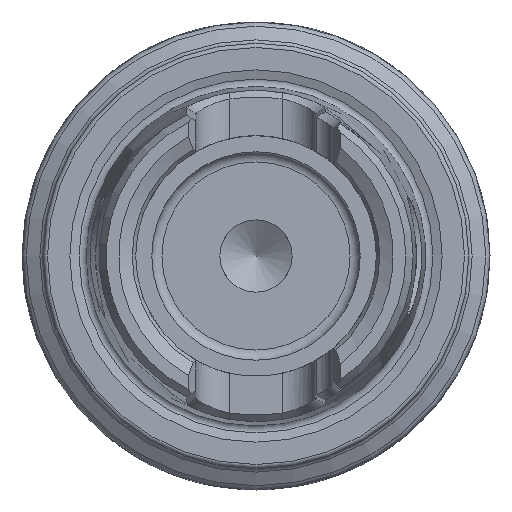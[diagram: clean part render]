
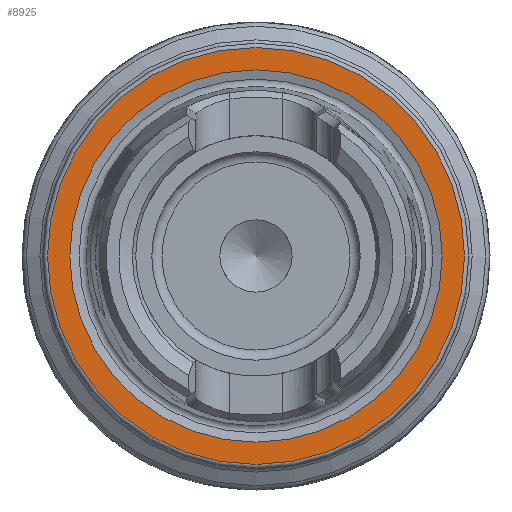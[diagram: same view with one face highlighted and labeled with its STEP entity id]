
A CAD part, left-side view. The second image highlights one B-rep face of the part: STEP entity #8925.
In plain terms, the highlighted planar face has unit normal (-1, 0, 0).
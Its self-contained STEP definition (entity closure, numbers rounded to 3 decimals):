
#570 = CIRCLE ( 'NONE', #10847, 21.877 ) ;
#647 = ORIENTED_EDGE ( 'NONE', *, *, #1539, .F. ) ;
#1334 = ORIENTED_EDGE ( 'NONE', *, *, #5537, .T. ) ;
#1539 = EDGE_CURVE ( 'NONE', #9161, #9161, #570, .T. ) ;
#1899 = CARTESIAN_POINT ( 'NONE',  ( 0., 24.5, 0. ) ) ;
#1919 = DIRECTION ( 'NONE',  ( -1., 0., 0. ) ) ;
#2122 = CARTESIAN_POINT ( 'NONE',  ( 0., 0., 24.5 ) ) ;
#2531 = DIRECTION ( 'NONE',  ( 0., 0., 1. ) ) ;
#3766 = DIRECTION ( 'NONE',  ( 0., 0., 1. ) ) ;
#4804 = FACE_OUTER_BOUND ( 'NONE', #7092, .T. ) ;
#5537 = EDGE_CURVE ( 'NONE', #9150, #9150, #9519, .T. ) ;
#6236 = DIRECTION ( 'NONE',  ( 1., 0., 0. ) ) ;
#7092 = EDGE_LOOP ( 'NONE', ( #1334 ) ) ;
#7100 = DIRECTION ( 'NONE',  ( 0., 0., -1. ) ) ;
#8137 = CARTESIAN_POINT ( 'NONE',  ( 0., 0., 21.877 ) ) ;
#8722 = DIRECTION ( 'NONE',  ( -1., 0., 0. ) ) ;
#8925 = ADVANCED_FACE ( 'NONE', ( #10793, #4804 ), #10631, .F. ) ;
#9032 = CARTESIAN_POINT ( 'NONE',  ( 0., 0., 0. ) ) ;
#9150 = VERTEX_POINT ( 'NONE', #2122 ) ;
#9161 = VERTEX_POINT ( 'NONE', #8137 ) ;
#9519 = CIRCLE ( 'NONE', #10520, 24.5 ) ;
#9822 = AXIS2_PLACEMENT_3D ( 'NONE', #1899, #6236, #7100 ) ;
#10472 = CARTESIAN_POINT ( 'NONE',  ( 0., 0., 0. ) ) ;
#10520 = AXIS2_PLACEMENT_3D ( 'NONE', #9032, #1919, #3766 ) ;
#10631 = PLANE ( 'NONE',  #9822 ) ;
#10793 = FACE_BOUND ( 'NONE', #11041, .T. ) ;
#10847 = AXIS2_PLACEMENT_3D ( 'NONE', #10472, #8722, #2531 ) ;
#11041 = EDGE_LOOP ( 'NONE', ( #647 ) ) ;
